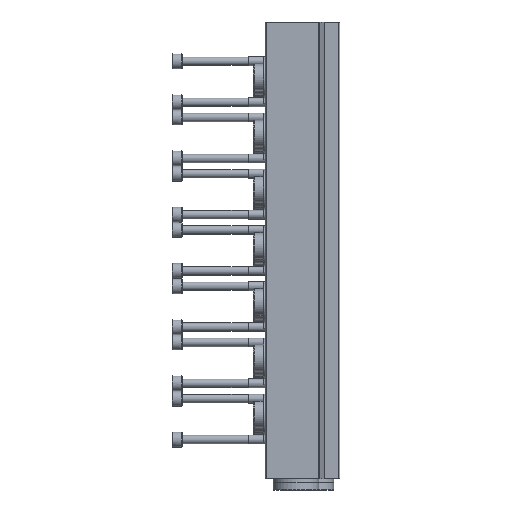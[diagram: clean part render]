
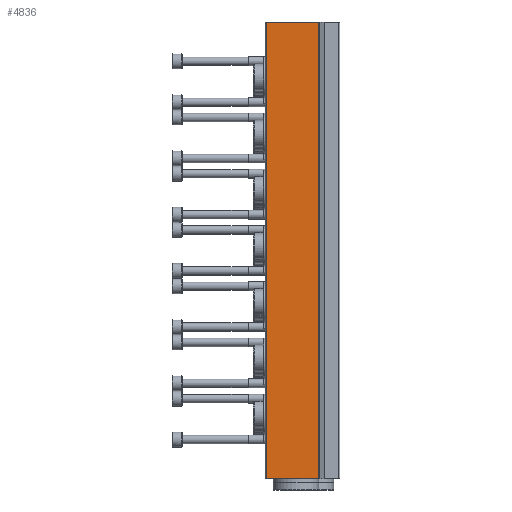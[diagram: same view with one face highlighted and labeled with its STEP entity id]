
A CAD part, left-side view. The second image highlights one B-rep face of the part: STEP entity #4836.
In plain terms, the highlighted planar face has unit normal (-1, 0, 0).
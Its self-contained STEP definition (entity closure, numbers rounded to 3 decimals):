
#216=PLANE('',#5213);
#710=ORIENTED_EDGE('',*,*,#1956,.F.);
#711=ORIENTED_EDGE('',*,*,#1955,.F.);
#712=ORIENTED_EDGE('',*,*,#1957,.T.);
#713=ORIENTED_EDGE('',*,*,#1958,.T.);
#1955=EDGE_CURVE('',#2578,#2576,#3037,.T.);
#1956=EDGE_CURVE('',#2576,#2579,#3038,.T.);
#1957=EDGE_CURVE('',#2578,#2580,#3039,.T.);
#1958=EDGE_CURVE('',#2580,#2579,#3040,.T.);
#2576=VERTEX_POINT('',#7865);
#2578=VERTEX_POINT('',#7869);
#2579=VERTEX_POINT('',#7873);
#2580=VERTEX_POINT('',#7875);
#3037=LINE('',#7870,#3330);
#3038=LINE('',#7872,#3331);
#3039=LINE('',#7874,#3332);
#3040=LINE('',#7876,#3333);
#3330=VECTOR('',#5876,1000.);
#3331=VECTOR('',#5879,1000.);
#3332=VECTOR('',#5880,1000.);
#3333=VECTOR('',#5881,1000.);
#3643=EDGE_LOOP('',(#710,#711,#712,#713));
#4184=FACE_BOUND('',#3643,.T.);
#4836=ADVANCED_FACE('',(#4184),#216,.T.);
#5213=AXIS2_PLACEMENT_3D('',#7871,#5877,#5878);
#5876=DIRECTION('',(0.,0.,1.));
#5877=DIRECTION('',(-1.,0.,0.));
#5878=DIRECTION('',(0.,0.,1.));
#5879=DIRECTION('',(0.,-1.,0.));
#5880=DIRECTION('',(0.,-1.,0.));
#5881=DIRECTION('',(0.,0.,1.));
#7865=CARTESIAN_POINT('',(-47.,41.5,0.));
#7869=CARTESIAN_POINT('',(-47.,41.5,-260.));
#7870=CARTESIAN_POINT('',(-47.,41.5,-260.));
#7871=CARTESIAN_POINT('',(-47.,41.5,-260.));
#7872=CARTESIAN_POINT('',(-47.,41.5,0.));
#7873=CARTESIAN_POINT('',(-47.,11.858,0.));
#7874=CARTESIAN_POINT('',(-47.,41.5,-260.));
#7875=CARTESIAN_POINT('',(-47.,11.858,-260.));
#7876=CARTESIAN_POINT('',(-47.,11.858,-260.));
